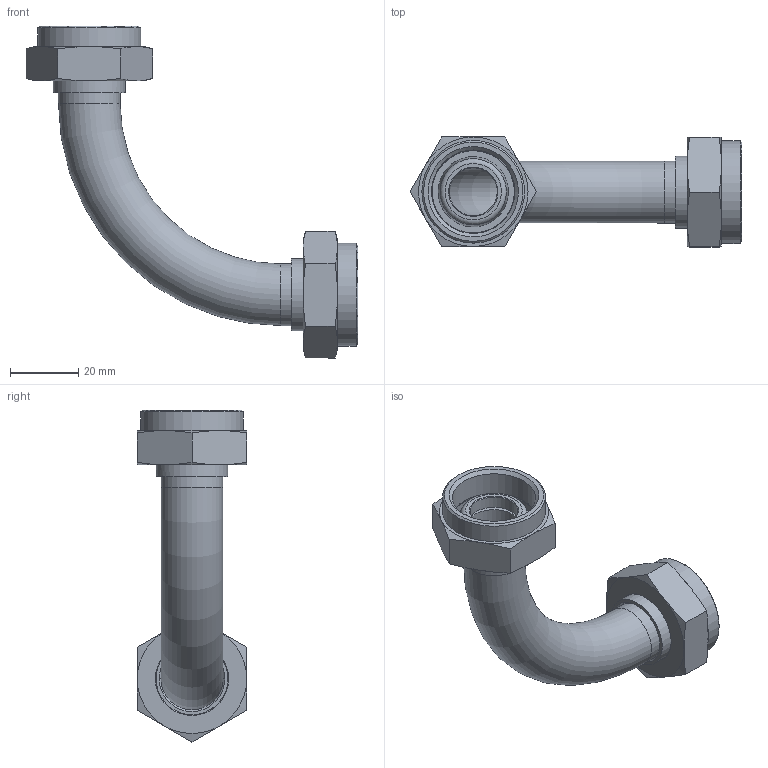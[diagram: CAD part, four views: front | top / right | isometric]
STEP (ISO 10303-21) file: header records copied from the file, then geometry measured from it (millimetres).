
FILE_DESCRIPTION((''),'2;1');
FILE_NAME('Úhlová_spojka_a_nástavek.stp','2012-11-08T14:48:43',('User'),(''),'Autodesk Inventor 2012','Autodesk Inventor 2012','');
FILE_SCHEMA(('AUTOMOTIVE_DESIGN { 1 0 10303 214 1 1 1 1 }'));
Length unit declared in the file: millimetre
Products named in the file (2): Úhlová_spojka_a_nástavek (Náhradní úroveň detailů1); Úhlová_spojka_a_nástavek_Náhrada_1
Assembly tree (1 placements, depth 2):
  Úhlová_spojka_a_nástavek (Náhradní úroveň detailů1)
    Úhlová_spojka_a_nástavek_Náhrada_1
Bounding box: 96.98 x 32 x 96.98 mm (x, y, z)
Volume: 23537.9 mm3; surface area: 22537.8 mm2
Topology: 3 solids, 3 shells, 94 faces, 190 edges, 112 vertices
Faces by surface type: cone 38, plane 28, cylinder 18, torus 8, bspline 2
Full cylindrical faces by diameter (mm): 14 x2, 15 x2, 18 x2, 18.15 x2, 21 x2, 24 x2, 24.376 x2, 26.2 x2, 30 x2
Entity records: 2307 total; most frequent: CARTESIAN_POINT 489, DIRECTION 362, ORIENTED_EDGE 280, AXIS2_PLACEMENT_3D 175, EDGE_LOOP 152, EDGE_CURVE 140, VERTEX_POINT 104, STYLED_ITEM 97
